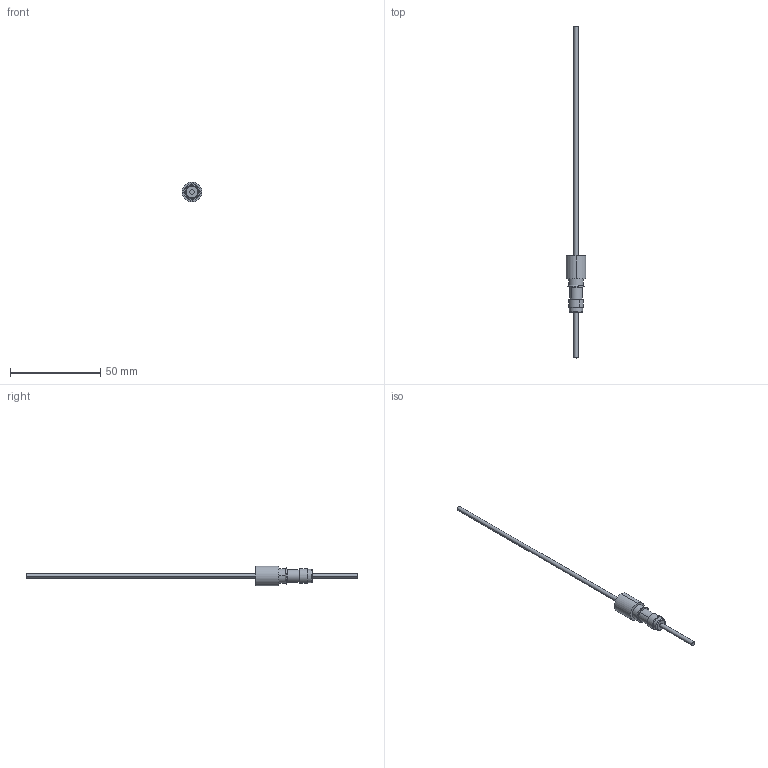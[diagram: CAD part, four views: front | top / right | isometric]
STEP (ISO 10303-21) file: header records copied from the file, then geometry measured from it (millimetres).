
FILE_DESCRIPTION (( 'STEP AP203' ), '1' );
FILE_NAME ('A0069-1-W.STEP', '2019-10-23T15:14:39', ( '' ), ( '' ), 'SwSTEP 2.0', 'SolidWorks 2019', '' );
FILE_SCHEMA (( 'CONFIG_CONTROL_DESIGN' ));
Length unit declared in the file: inch
Products named in the file (1): A0069-1-W
Bounding box: 11.05 x 184.15 x 11.05 mm (x, y, z)
Volume: 2238.4 mm3; surface area: 2678.4 mm2
Topology: 1 solids, 1 shells, 51 faces, 100 edges, 60 vertices
Faces by surface type: cylinder 28, plane 11, torus 6, cone 6
Entity records: 1399 total; most frequent: DIRECTION 270, CARTESIAN_POINT 212, ORIENTED_EDGE 200, AXIS2_PLACEMENT_3D 118, EDGE_CURVE 100, CIRCLE 66, EDGE_LOOP 60, VERTEX_POINT 60
